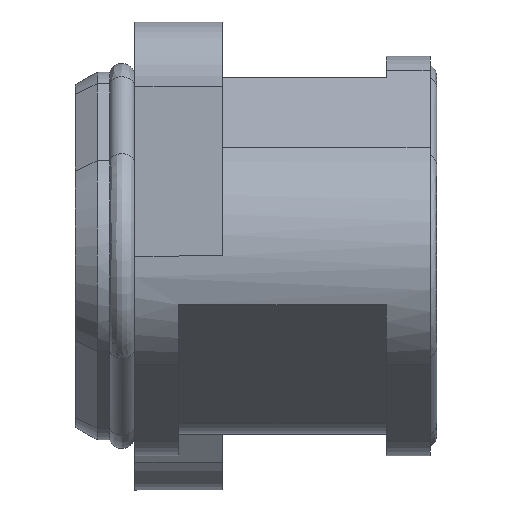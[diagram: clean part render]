
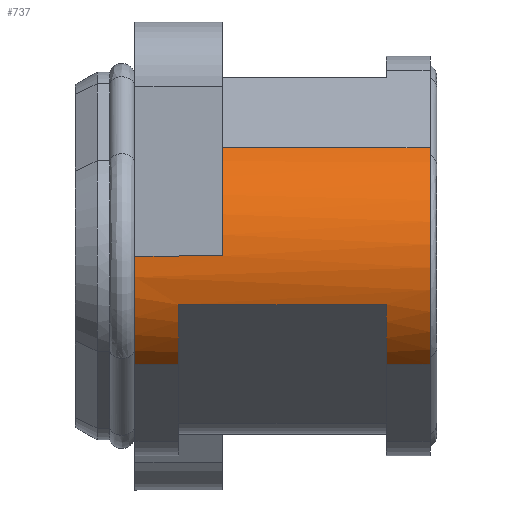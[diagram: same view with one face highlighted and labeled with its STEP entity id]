
A CAD part, left-side view. The second image highlights one B-rep face of the part: STEP entity #737.
In plain terms, the highlighted cylindrical face has radius 9.1 mm (diameter 18.2 mm), a partial arc.
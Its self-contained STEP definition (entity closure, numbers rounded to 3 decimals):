
#272=CYLINDRICAL_SURFACE('',#5511,9.1);
#473=FACE_OUTER_BOUND('',#2096,.T.);
#737=ADVANCED_FACE('3-0-180',(#473),#272,.T.);
#1257=LINE('',#8550,#1725);
#1269=LINE('',#8597,#1737);
#1273=LINE('',#8606,#1741);
#1282=LINE('',#8629,#1750);
#1283=LINE('',#8631,#1751);
#1725=VECTOR('',#6565,1.);
#1737=VECTOR('',#6621,1.);
#1741=VECTOR('',#6631,1.);
#1750=VECTOR('',#6650,1.);
#1751=VECTOR('',#6653,1.);
#2096=EDGE_LOOP('',(#3292,#3293,#3294,#3295,#3296,#3297,#3298,#3299,#3300,
#3301));
#2213=CIRCLE('',#5224,9.1);
#2265=CIRCLE('',#5498,9.1);
#2266=CIRCLE('',#5501,9.1);
#2269=CIRCLE('',#5509,9.1);
#2270=CIRCLE('',#5510,9.1);
#3292=ORIENTED_EDGE('',*,*,#4923,.F.);
#3293=ORIENTED_EDGE('',*,*,#4903,.F.);
#3294=ORIENTED_EDGE('',*,*,#4450,.F.);
#3295=ORIENTED_EDGE('',*,*,#4942,.T.);
#3296=ORIENTED_EDGE('',*,*,#4943,.T.);
#3297=ORIENTED_EDGE('',*,*,#4941,.T.);
#3298=ORIENTED_EDGE('',*,*,#4944,.T.);
#3299=ORIENTED_EDGE('',*,*,#4930,.F.);
#3300=ORIENTED_EDGE('',*,*,#4927,.F.);
#3301=ORIENTED_EDGE('',*,*,#4925,.F.);
#3950=VERTEX_POINT('',#7313);
#3951=VERTEX_POINT('',#7314);
#4263=VERTEX_POINT('',#8547);
#4277=VERTEX_POINT('',#8594);
#4278=VERTEX_POINT('',#8598);
#4279=VERTEX_POINT('',#8602);
#4280=VERTEX_POINT('',#8607);
#4287=VERTEX_POINT('',#8626);
#4288=VERTEX_POINT('',#8628);
#4289=VERTEX_POINT('',#8632);
#4450=EDGE_CURVE('',#3950,#3951,#2213,.T.);
#4903=EDGE_CURVE('',#3951,#4263,#1257,.T.);
#4923=EDGE_CURVE('',#4263,#4277,#2265,.T.);
#4925=EDGE_CURVE('',#4277,#4278,#1269,.T.);
#4927=EDGE_CURVE('',#4278,#4279,#2266,.T.);
#4930=EDGE_CURVE('',#4279,#4280,#1273,.T.);
#4941=EDGE_CURVE('',#4287,#4288,#1282,.T.);
#4942=EDGE_CURVE('',#3950,#4289,#1283,.T.);
#4943=EDGE_CURVE('',#4289,#4287,#2269,.T.);
#4944=EDGE_CURVE('',#4288,#4280,#2270,.T.);
#5224=AXIS2_PLACEMENT_3D('',#7312,#5718,#5719);
#5498=AXIS2_PLACEMENT_3D('',#8593,#6616,#6617);
#5501=AXIS2_PLACEMENT_3D('',#8601,#6625,#6626);
#5509=AXIS2_PLACEMENT_3D('',#8633,#6654,#6655);
#5510=AXIS2_PLACEMENT_3D('',#8634,#6656,#6657);
#5511=AXIS2_PLACEMENT_3D('',#8635,#6658,#6659);
#5718=DIRECTION('',(0.,-1.,0.));
#5719=DIRECTION('',(-0.574,0.,0.819));
#6565=DIRECTION('',(0.,1.,0.));
#6616=DIRECTION('',(0.,1.,0.));
#6617=DIRECTION('',(-0.574,0.,-0.819));
#6621=DIRECTION('',(0.,1.,0.));
#6625=DIRECTION('',(0.,-1.,0.));
#6626=DIRECTION('',(-0.93,0.,-0.369));
#6631=DIRECTION('',(0.,1.,0.));
#6650=DIRECTION('',(0.,1.,0.));
#6653=DIRECTION('',(0.,1.,0.));
#6654=DIRECTION('',(0.,-1.,0.));
#6655=DIRECTION('',(-0.574,0.,0.819));
#6656=DIRECTION('',(0.,-1.,0.));
#6657=DIRECTION('',(-1.,0.,0.));
#6658=DIRECTION('',(0.,1.,0.));
#6659=DIRECTION('',(-0.258,0.,-0.966));
#7312=CARTESIAN_POINT('',(-13.6,-24.4,0.));
#7313=CARTESIAN_POINT('',(-18.82,-24.4,7.454));
#7314=CARTESIAN_POINT('',(-18.82,-24.4,-7.454));
#8547=CARTESIAN_POINT('',(-18.82,-21.4,-7.454));
#8550=CARTESIAN_POINT('',(-18.82,-24.4,-7.454));
#8593=CARTESIAN_POINT('',(-13.6,-21.4,0.));
#8594=CARTESIAN_POINT('',(-22.059,-21.4,-3.355));
#8597=CARTESIAN_POINT('',(-22.059,-21.4,-3.355));
#8598=CARTESIAN_POINT('',(-22.059,-7.1,-3.355));
#8601=CARTESIAN_POINT('',(-13.6,-7.1,0.));
#8602=CARTESIAN_POINT('',(-18.82,-7.1,-7.454));
#8606=CARTESIAN_POINT('',(-18.82,-7.1,-7.454));
#8607=CARTESIAN_POINT('',(-18.82,-4.1,-7.454));
#8626=CARTESIAN_POINT('',(-22.7,-10.1,0.));
#8628=CARTESIAN_POINT('',(-22.7,-4.1,0.));
#8629=CARTESIAN_POINT('',(-22.7,-10.1,0.));
#8631=CARTESIAN_POINT('',(-18.82,-24.4,7.454));
#8632=CARTESIAN_POINT('',(-18.82,-10.1,7.454));
#8633=CARTESIAN_POINT('',(-13.6,-10.1,0.));
#8634=CARTESIAN_POINT('',(-13.6,-4.1,0.));
#8635=CARTESIAN_POINT('',(-13.6,-24.5,0.));
